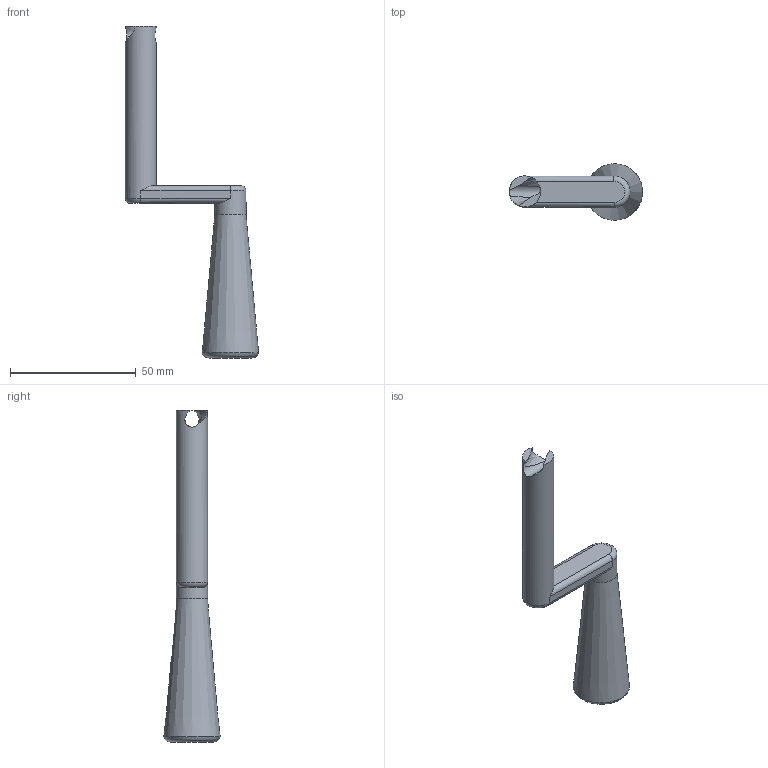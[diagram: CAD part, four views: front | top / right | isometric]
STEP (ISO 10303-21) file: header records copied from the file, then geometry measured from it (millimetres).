
FILE_DESCRIPTION(/* description */ (''),/* implementation_level */ '2;1');
FILE_NAME(/* name */ 'polaroid810crank.stp',/* time_stamp */ '2022-11-11T17:28:08+08:00',/* author */ (''),/* organization */ (''),/* preprocessor_version */ 'ST-DEVELOPER v16.7',/* originating_system */ 'SIEMENS PLM Software NX 12.0',/* authorisation */ '');
FILE_SCHEMA (('AUTOMOTIVE_DESIGN { 1 0 10303 214 3 1 1 1 }'));
Length unit declared in the file: millimetre
Products named in the file (1): CatS6FC005176bt7
Bounding box: 53.05 x 22.5 x 132 mm (x, y, z)
Volume: 25183.5 mm3; surface area: 7873.4 mm2
Topology: 1 solids, 1 shells, 24 faces, 57 edges, 36 vertices
Faces by surface type: cylinder 10, plane 8, torus 3, bspline 2, cone 1
Full cylindrical faces by diameter (mm): 12.4 x2, 16.843 x1
Entity records: 978 total; most frequent: CARTESIAN_POINT 462, ORIENTED_EDGE 98, DIRECTION 92, EDGE_CURVE 49, AXIS2_PLACEMENT_3D 39, VERTEX_POINT 33, EDGE_LOOP 30, ADVANCED_FACE 24
